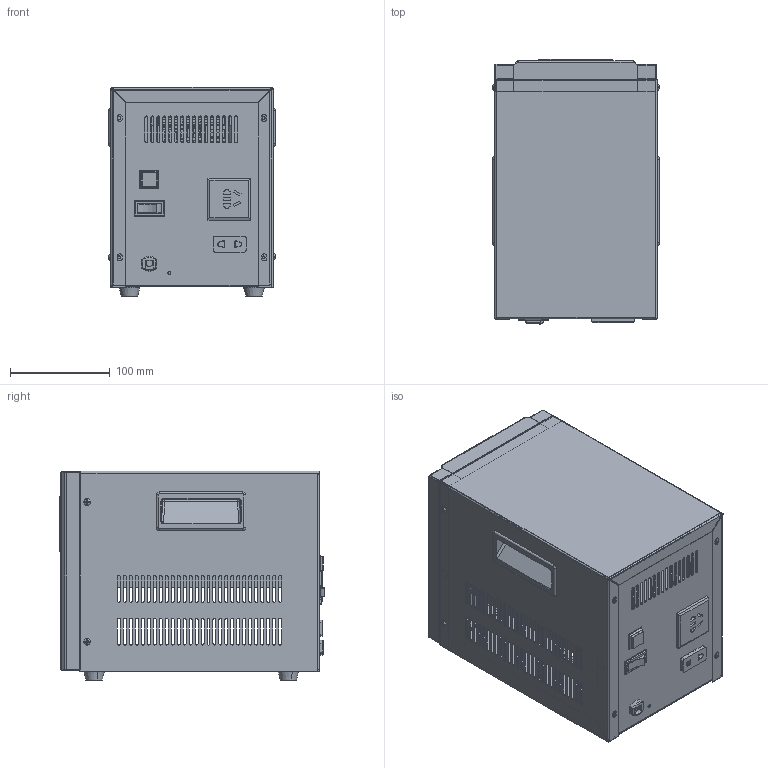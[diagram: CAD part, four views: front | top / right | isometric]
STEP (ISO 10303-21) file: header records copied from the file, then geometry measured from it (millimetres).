
FILE_DESCRIPTION (( 'STEP AP214' ), '1' );
FILE_NAME ('NCR-1KVA三维图-202505.STEP', '2025-04-17T09:00:46', ( '万丰电脑' ), ( '电话：0577-62733550' ), 'SwSTEP 2.0', 'SolidWorks 2020', '' );
FILE_SCHEMA (( 'AUTOMOTIVE_DESIGN' ));
Length unit declared in the file: millimetre
Products named in the file (17): NCR-1k砎々褐; 桶遺; 謗脣; 婦蚾蹟隊; NCR-1K醱啣1; 10A摒倰羲壽; NCR-1K綴啣; 5K枑忒; 弊梓拻脣; 50℅72LED珆尨そ; NCR-1K嶺踐; NCR-1K脯啣; NCR-1KVA三维图-202505; 萇埭縐諶1k; 珆尨そ蚾饜; NCR-1K裔赽; 偌聽
Assembly tree (24 placements, depth 3):
  NCR-1KVA三维图-202505
    NCR-1K綴啣
    NCR-1K醱啣1
    NCR-1K裔赽
    NCR-1k砎々褐  x4
    謗脣
    10A摒倰羲壽
    弊梓拻脣
    珆尨そ蚾饜
      桶遺
    NCR-1K嶺踐  x2
    NCR-1K脯啣
    偌聽
    5K枑忒  x2
    婦蚾蹟隊  x4
    50℅72LED珆尨そ
    萇埭縐諶1k
Bounding box: 167 x 266.68 x 210.31 mm (x, y, z)
Volume: 363966.5 mm3; surface area: 699930.7 mm2
Topology: 23 solids, 23 shells, 3038 faces, 7974 edges, 5137 vertices
Faces by surface type: plane 1761, cylinder 795, bspline 337, torus 82, cone 51, sphere 12
Entity records: 120215 total; most frequent: CARTESIAN_POINT 28154, ORIENTED_EDGE 14936, DIRECTION 13288, EDGE_CURVE 7468, LINE 5220, VECTOR 5220, VERTEX_POINT 4834, AXIS2_PLACEMENT_3D 4034
